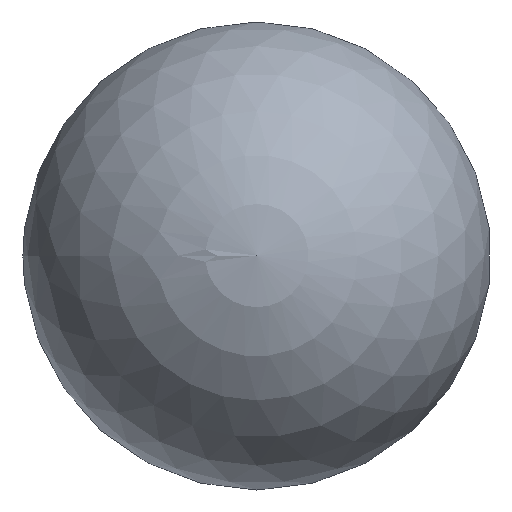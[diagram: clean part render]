
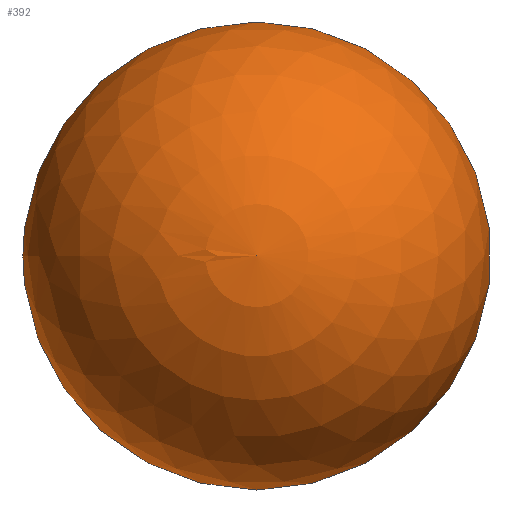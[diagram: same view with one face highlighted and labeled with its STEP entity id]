
A CAD part, top view. The second image highlights one B-rep face of the part: STEP entity #392.
In plain terms, the highlighted spherical face has radius 30.5 mm.
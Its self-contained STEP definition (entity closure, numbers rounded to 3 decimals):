
#53=SPHERICAL_SURFACE('',#443,30.5);
#101=FACE_OUTER_BOUND('',#126,.T.);
#126=EDGE_LOOP('',(#285,#286,#287,#288));
#153=CIRCLE('',#440,24.238);
#155=CIRCLE('',#442,24.238);
#156=CIRCLE('',#444,30.5);
#173=VERTEX_POINT('',#598);
#174=VERTEX_POINT('',#599);
#175=VERTEX_POINT('',#604);
#215=EDGE_CURVE('',#173,#174,#153,.T.);
#217=EDGE_CURVE('',#174,#173,#155,.T.);
#218=EDGE_CURVE('',#175,#173,#156,.T.);
#285=ORIENTED_EDGE('',*,*,#215,.F.);
#286=ORIENTED_EDGE('',*,*,#218,.F.);
#287=ORIENTED_EDGE('',*,*,#218,.T.);
#288=ORIENTED_EDGE('',*,*,#217,.F.);
#392=ADVANCED_FACE('',(#101),#53,.T.);
#440=AXIS2_PLACEMENT_3D('',#600,#500,#501);
#442=AXIS2_PLACEMENT_3D('',#602,#504,#505);
#443=AXIS2_PLACEMENT_3D('',#603,#506,#507);
#444=AXIS2_PLACEMENT_3D('',#605,#508,#509);
#500=DIRECTION('center_axis',(0.,0.,-1.));
#501=DIRECTION('ref_axis',(1.,0.,0.));
#504=DIRECTION('center_axis',(0.,0.,-1.));
#505=DIRECTION('ref_axis',(1.,0.,0.));
#506=DIRECTION('center_axis',(0.,0.,1.));
#507=DIRECTION('ref_axis',(1.,0.,0.));
#508=DIRECTION('center_axis',(0.,-1.,0.));
#509=DIRECTION('ref_axis',(-1.,0.,0.));
#598=CARTESIAN_POINT('',(-24.238,0.,41.487));
#599=CARTESIAN_POINT('',(24.238,0.,41.487));
#600=CARTESIAN_POINT('Origin',(0.,0.,41.487));
#602=CARTESIAN_POINT('Origin',(0.,0.,41.487));
#603=CARTESIAN_POINT('Origin',(0.,0.,60.));
#604=CARTESIAN_POINT('',(0.,0.,90.5));
#605=CARTESIAN_POINT('Origin',(0.,0.,60.));
